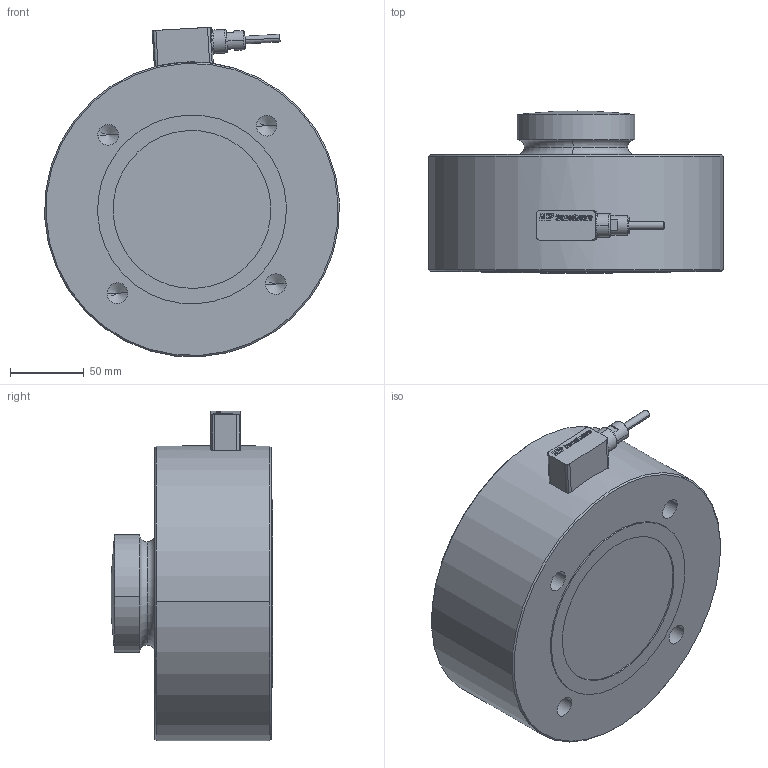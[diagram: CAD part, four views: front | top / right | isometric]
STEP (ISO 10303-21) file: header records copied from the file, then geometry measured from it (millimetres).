
FILE_DESCRIPTION(('STEP AP214'),'1');
FILE_NAME('C2S 150t and 200t.stp','2018-02-26T15:44:21',(' '),(' '),'Spatial InterOp 3D',' ',' ');
FILE_SCHEMA(('automotive_design'));
Length unit declared in the file: metre
Products named in the file (1): SCAT_82MR04
Bounding box: 199.67 x 109.7 x 223.31 mm (x, y, z)
Volume: 2624985.4 mm3; surface area: 129173 mm2
Topology: 1 solids, 1 shells, 165 faces, 454 edges, 313 vertices
Faces by surface type: plane 81, cylinder 32, extrusion 27, cone 14, torus 8, bspline 2, sphere 1
Entity records: 7196 total; most frequent: CARTESIAN_POINT 1724, ORIENTED_EDGE 892, DIRECTION 754, EDGE_CURVE 446, VERTEX_POINT 313, VECTOR 296, LINE 269, AXIS2_PLACEMENT_3D 229
